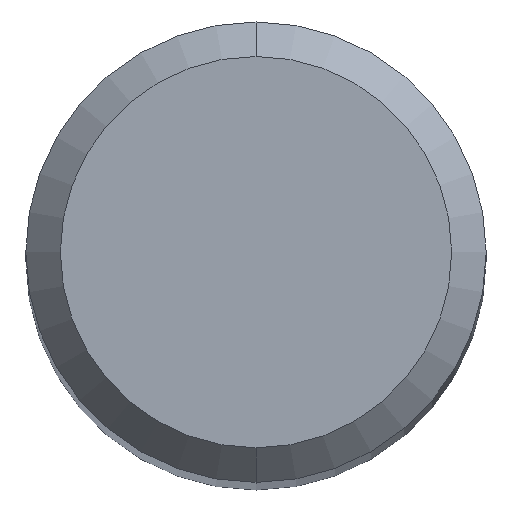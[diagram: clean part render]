
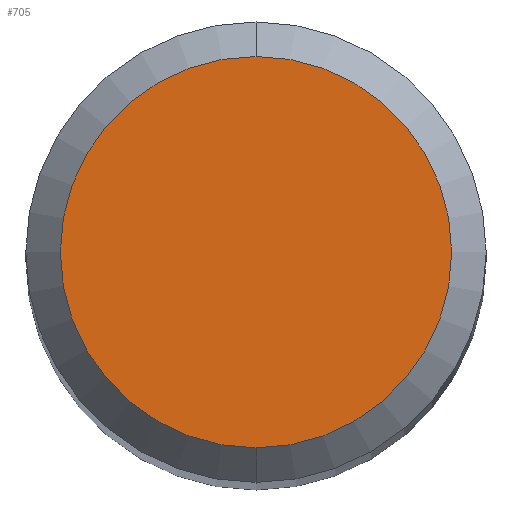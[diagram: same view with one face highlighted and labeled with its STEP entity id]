
A CAD part, top view. The second image highlights one B-rep face of the part: STEP entity #705.
In plain terms, the highlighted planar face has unit normal (0, 0, 1).
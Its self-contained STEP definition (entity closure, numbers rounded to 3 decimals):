
#443=EDGE_CURVE('',#969,#629,#1118,.T.);
#629=VERTEX_POINT('',#1324);
#705=ADVANCED_FACE('',(#1403),#1404,.T.);
#951=EDGE_CURVE('',#629,#969,#1671,.T.);
#969=VERTEX_POINT('',#1690);
#1118=CIRCLE('',#2009,1.7);
#1324=CARTESIAN_POINT('',(0.0,1.7,0.0));
#1403=FACE_OUTER_BOUND('',#3124,.T.);
#1404=PLANE('',#3125);
#1671=CIRCLE('',#4032,1.7);
#1690=CARTESIAN_POINT('',(0.,-1.7,0.0));
#2009=AXIS2_PLACEMENT_3D('',#4299,#4300,#4301);
#3124=EDGE_LOOP('',(#4577,#4578));
#3125=AXIS2_PLACEMENT_3D('',#4579,#4580,#4581);
#4032=AXIS2_PLACEMENT_3D('',#4871,#4872,#4873);
#4299=CARTESIAN_POINT('',(0.0,0.0,0.0));
#4300=DIRECTION('',(0.0,0.0,-1.0));
#4301=DIRECTION('',(0.0,1.0,0.0));
#4577=ORIENTED_EDGE('',*,*,#951,.F.);
#4578=ORIENTED_EDGE('',*,*,#443,.F.);
#4579=CARTESIAN_POINT('',(0.0,0.85,0.0));
#4580=DIRECTION('',(-0.0,0.0,1.0));
#4581=DIRECTION('',(0.0,-1.0,0.0));
#4871=CARTESIAN_POINT('',(0.0,0.0,0.0));
#4872=DIRECTION('',(0.0,0.0,-1.0));
#4873=DIRECTION('',(0.0,1.0,0.0));
